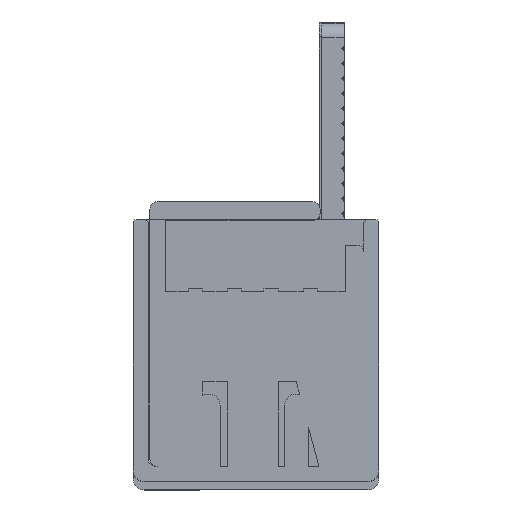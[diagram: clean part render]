
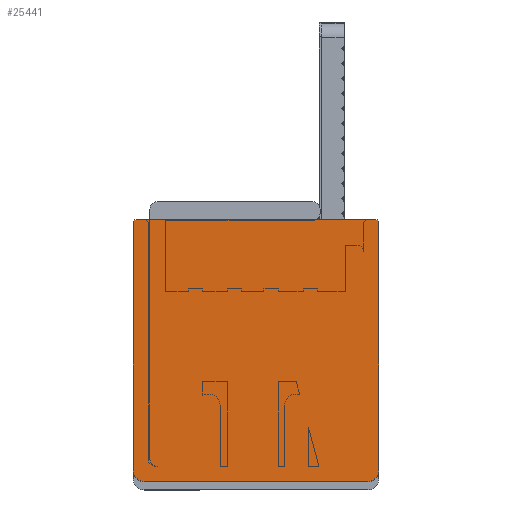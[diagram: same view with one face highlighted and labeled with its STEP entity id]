
A CAD part, top view. The second image highlights one B-rep face of the part: STEP entity #25441.
In plain terms, the highlighted planar face has unit normal (0, 0, 1).
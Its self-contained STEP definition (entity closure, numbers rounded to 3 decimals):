
#1674 = AXIS2_PLACEMENT_3D ( 'NONE', #5161, #5227, #5214 ) ;
#1814 = AXIS2_PLACEMENT_3D ( 'NONE', #24226, #24235, #24215 ) ;
#1830 = CIRCLE ( 'NONE', #1814, 0.2 ) ;
#1877 = CIRCLE ( 'NONE', #1889, 0.75 ) ;
#1889 = AXIS2_PLACEMENT_3D ( 'NONE', #24508, #24503, #24506 ) ;
#2141 = CIRCLE ( 'NONE', #2172, 0.2 ) ;
#2172 = AXIS2_PLACEMENT_3D ( 'NONE', #6551, #6573, #6532 ) ;
#2212 = VECTOR ( 'NONE', #6682, 1000. ) ;
#2227 = VECTOR ( 'NONE', #6731, 1000. ) ;
#2239 = VECTOR ( 'NONE', #6686, 1000. ) ;
#2244 = VECTOR ( 'NONE', #6854, 1000. ) ;
#2435 = AXIS2_PLACEMENT_3D ( 'NONE', #21221, #21155, #21144 ) ;
#2443 = CIRCLE ( 'NONE', #2435, 0.75 ) ;
#5159 = PLANE ( 'NONE',  #1674 ) ;
#5160 = FACE_OUTER_BOUND ( 'NONE', #27908, .T. ) ;
#5161 = CARTESIAN_POINT ( 'NONE',  ( 6.466, -11.046, 219. ) ) ;
#5214 = DIRECTION ( 'NONE',  ( -1., 0., 0. ) ) ;
#5227 = DIRECTION ( 'NONE',  ( 0., 0., -1. ) ) ;
#6532 = DIRECTION ( 'NONE',  ( 1., 0., 0. ) ) ;
#6551 = CARTESIAN_POINT ( 'NONE',  ( 14.466, 16.3, 219. ) ) ;
#6573 = DIRECTION ( 'NONE',  ( 0., 0., -1. ) ) ;
#6651 = LINE ( 'NONE', #6653, #2239 ) ;
#6653 = CARTESIAN_POINT ( 'NONE',  ( 6.466, 16.5, 219. ) ) ;
#6682 = DIRECTION ( 'NONE',  ( 0., -1., 0. ) ) ;
#6686 = DIRECTION ( 'NONE',  ( 1., 0., 0. ) ) ;
#6702 = CARTESIAN_POINT ( 'NONE',  ( -1.734, -11.046, 219. ) ) ;
#6708 = LINE ( 'NONE', #6702, #2212 ) ;
#6731 = DIRECTION ( 'NONE',  ( 0., -1., 0. ) ) ;
#6756 = LINE ( 'NONE', #6767, #2227 ) ;
#6767 = CARTESIAN_POINT ( 'NONE',  ( 14.666, -11.046, 219. ) ) ;
#6854 = DIRECTION ( 'NONE',  ( 1., 0., 0. ) ) ;
#6884 = LINE ( 'NONE', #6892, #2244 ) ;
#6892 = CARTESIAN_POINT ( 'NONE',  ( 6.466, -1., 219. ) ) ;
#8225 = CARTESIAN_POINT ( 'NONE',  ( -1.734, -0.25, 219. ) ) ;
#8226 = CARTESIAN_POINT ( 'NONE',  ( -0.984, -1., 219. ) ) ;
#8242 = CARTESIAN_POINT ( 'NONE',  ( -1.534, 16.5, 219. ) ) ;
#8261 = CARTESIAN_POINT ( 'NONE',  ( 13.916, -1., 219. ) ) ;
#8262 = CARTESIAN_POINT ( 'NONE',  ( 14.666, -0.25, 219. ) ) ;
#8298 = CARTESIAN_POINT ( 'NONE',  ( -1.734, 16.3, 219. ) ) ;
#8353 = CARTESIAN_POINT ( 'NONE',  ( 14.466, 16.5, 219. ) ) ;
#8356 = CARTESIAN_POINT ( 'NONE',  ( 14.666, 16.3, 219. ) ) ;
#21144 = DIRECTION ( 'NONE',  ( 1., 0., 0. ) ) ;
#21155 = DIRECTION ( 'NONE',  ( 0., 0., -1. ) ) ;
#21221 = CARTESIAN_POINT ( 'NONE',  ( 13.916, -0.25, 219. ) ) ;
#22642 = VERTEX_POINT ( 'NONE', #8261 ) ;
#22663 = VERTEX_POINT ( 'NONE', #8225 ) ;
#22671 = VERTEX_POINT ( 'NONE', #8262 ) ;
#22677 = VERTEX_POINT ( 'NONE', #8226 ) ;
#22726 = VERTEX_POINT ( 'NONE', #8242 ) ;
#22783 = VERTEX_POINT ( 'NONE', #8298 ) ;
#22963 = VERTEX_POINT ( 'NONE', #8353 ) ;
#22969 = VERTEX_POINT ( 'NONE', #8356 ) ;
#24215 = DIRECTION ( 'NONE',  ( 1., 0., 0. ) ) ;
#24226 = CARTESIAN_POINT ( 'NONE',  ( -1.534, 16.3, 219. ) ) ;
#24235 = DIRECTION ( 'NONE',  ( 0., 0., -1. ) ) ;
#24503 = DIRECTION ( 'NONE',  ( 0., 0., -1. ) ) ;
#24506 = DIRECTION ( 'NONE',  ( 1., 0., 0. ) ) ;
#24508 = CARTESIAN_POINT ( 'NONE',  ( -0.984, -0.25, 219. ) ) ;
#25441 = ADVANCED_FACE ( 'NONE', ( #5160 ), #5159, .F. ) ;
#27908 = EDGE_LOOP ( 'NONE', ( #30917, #30936, #30907, #30891, #30897, #30899, #30896, #30926 ) ) ;
#29160 = EDGE_CURVE ( 'NONE', #22783, #22726, #1830, .T. ) ;
#29237 = EDGE_CURVE ( 'NONE', #22677, #22663, #1877, .T. ) ;
#29412 = EDGE_CURVE ( 'NONE', #22963, #22969, #2141, .T. ) ;
#29452 = EDGE_CURVE ( 'NONE', #22726, #22963, #6651, .T. ) ;
#29455 = EDGE_CURVE ( 'NONE', #22783, #22663, #6708, .T. ) ;
#29477 = EDGE_CURVE ( 'NONE', #22969, #22671, #6756, .T. ) ;
#29509 = EDGE_CURVE ( 'NONE', #22677, #22642, #6884, .T. ) ;
#29678 = EDGE_CURVE ( 'NONE', #22671, #22642, #2443, .T. ) ;
#30891 = ORIENTED_EDGE ( 'NONE', *, *, #29509, .T. ) ;
#30896 = ORIENTED_EDGE ( 'NONE', *, *, #29412, .F. ) ;
#30897 = ORIENTED_EDGE ( 'NONE', *, *, #29678, .F. ) ;
#30899 = ORIENTED_EDGE ( 'NONE', *, *, #29477, .F. ) ;
#30907 = ORIENTED_EDGE ( 'NONE', *, *, #29237, .F. ) ;
#30917 = ORIENTED_EDGE ( 'NONE', *, *, #29160, .F. ) ;
#30926 = ORIENTED_EDGE ( 'NONE', *, *, #29452, .F. ) ;
#30936 = ORIENTED_EDGE ( 'NONE', *, *, #29455, .T. ) ;
